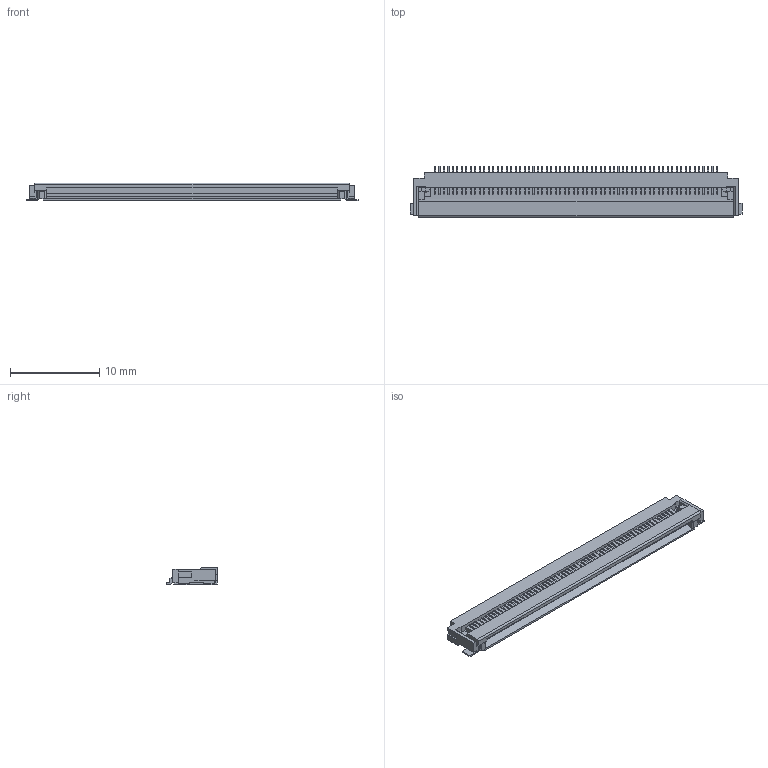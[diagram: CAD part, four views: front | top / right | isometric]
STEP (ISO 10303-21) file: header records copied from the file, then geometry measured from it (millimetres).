
FILE_DESCRIPTION(('CoCreate Modeling STEP Export'),'2;1');
FILE_NAME('FH52E-64S-0.5SH.stp','2013-06-27T10:12:29',(''),(''),'CoCreate Modeling STEP processor for AP214 (Solid Model)','CoCreate Modeling 17.0 01-Apr-2010 (C) Parametric Technology GmbH','');
FILE_SCHEMA(('AUTOMOTIVE_DESIGN { 1 0 10303 214 1 1 1 1 }'));
Length unit declared in the file: millimetre
Products named in the file (1): FH52E-64S-0.5SH
Bounding box: 37.1 x 5.75 x 2 mm (x, y, z)
Volume: 231.8 mm3; surface area: 945.5 mm2
Topology: 1 solids, 1 shells, 1714 faces, 5134 edges, 3420 vertices
Faces by surface type: plane 1445, cylinder 269
Entity records: 56289 total; most frequent: ORIENTED_EDGE 10268, CARTESIAN_POINT 10101, DIRECTION 8833, EDGE_CURVE 5134, VECTOR 4529, LINE 4529, VERTEX_POINT 3420, AXIS2_PLACEMENT_3D 2152
